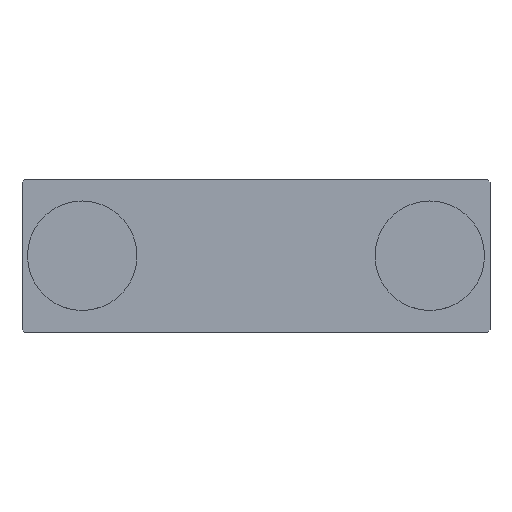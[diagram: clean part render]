
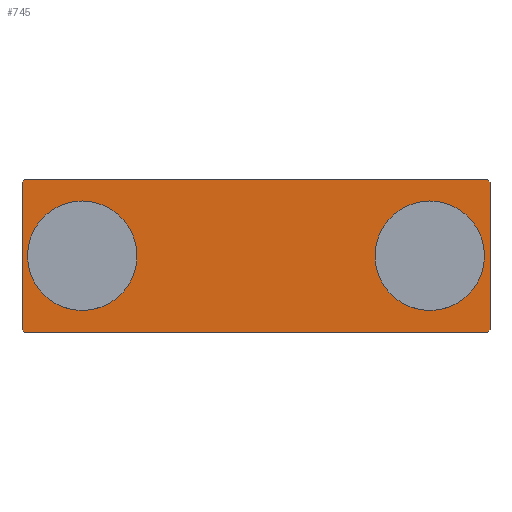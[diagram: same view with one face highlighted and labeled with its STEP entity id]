
A CAD part, top view. The second image highlights one B-rep face of the part: STEP entity #745.
In plain terms, the highlighted planar face has unit normal (0, 0, 1).
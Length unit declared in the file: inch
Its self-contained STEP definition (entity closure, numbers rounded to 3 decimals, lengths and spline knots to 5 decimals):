
#138=DIRECTION('',(-0.707,0.707,0.));
#139=VECTOR('',#138,0.05515);
#140=CARTESIAN_POINT('',(3.36614,1.06335,0.1181));
#141=LINE('',#140,#139);
#142=DIRECTION('',(0.,1.,0.));
#143=VECTOR('',#142,2.1267);
#144=CARTESIAN_POINT('',(3.36614,-1.06335,0.1181));
#145=LINE('',#144,#143);
#146=DIRECTION('',(0.707,0.707,0.));
#147=VECTOR('',#146,0.05515);
#148=CARTESIAN_POINT('',(3.32714,-1.10235,0.1181));
#149=LINE('',#148,#147);
#150=DIRECTION('',(1.,0.,0.));
#151=VECTOR('',#150,6.65428);
#152=CARTESIAN_POINT('',(-3.32714,-1.10235,0.1181));
#153=LINE('',#152,#151);
#154=DIRECTION('',(0.707,-0.707,0.));
#155=VECTOR('',#154,0.05515);
#156=CARTESIAN_POINT('',(-3.36614,-1.06335,0.1181));
#157=LINE('',#156,#155);
#158=DIRECTION('',(0.,-1.,0.));
#159=VECTOR('',#158,2.1267);
#160=CARTESIAN_POINT('',(-3.36614,1.06335,0.1181));
#161=LINE('',#160,#159);
#162=DIRECTION('',(-0.707,-0.707,0.));
#163=VECTOR('',#162,0.05515);
#164=CARTESIAN_POINT('',(-3.32714,1.10235,0.1181));
#165=LINE('',#164,#163);
#166=DIRECTION('',(-1.,0.,0.));
#167=VECTOR('',#166,6.65428);
#168=CARTESIAN_POINT('',(3.32714,1.10235,0.1181));
#169=LINE('',#168,#167);
#170=CARTESIAN_POINT('',(-2.5,0.,0.1181));
#171=DIRECTION('',(0.,0.,-1.));
#172=DIRECTION('',(1.,0.,0.));
#173=AXIS2_PLACEMENT_3D('',#170,#171,#172);
#175=CARTESIAN_POINT('',(-2.5,0.,0.1181));
#176=DIRECTION('',(0.,0.,-1.));
#177=DIRECTION('',(-1.,0.,0.));
#178=AXIS2_PLACEMENT_3D('',#175,#176,#177);
#180=CARTESIAN_POINT('',(2.5,0.,0.1181));
#181=DIRECTION('',(0.,0.,-1.));
#182=DIRECTION('',(1.,0.,0.));
#183=AXIS2_PLACEMENT_3D('',#180,#181,#182);
#185=CARTESIAN_POINT('',(2.5,0.,0.1181));
#186=DIRECTION('',(0.,0.,-1.));
#187=DIRECTION('',(-1.,0.,0.));
#188=AXIS2_PLACEMENT_3D('',#185,#186,#187);
#422=CARTESIAN_POINT('',(3.36614,1.06335,0.1181));
#423=VERTEX_POINT('',#422);
#424=CARTESIAN_POINT('',(3.32714,1.10235,0.1181));
#425=VERTEX_POINT('',#424);
#430=CARTESIAN_POINT('',(3.32714,-1.10235,0.1181));
#431=VERTEX_POINT('',#430);
#432=CARTESIAN_POINT('',(3.36614,-1.06335,0.1181));
#433=VERTEX_POINT('',#432);
#438=CARTESIAN_POINT('',(-3.32714,1.10235,0.1181));
#439=VERTEX_POINT('',#438);
#440=CARTESIAN_POINT('',(-3.36614,1.06335,0.1181));
#441=VERTEX_POINT('',#440);
#446=CARTESIAN_POINT('',(-3.36614,-1.06335,0.1181));
#447=VERTEX_POINT('',#446);
#448=CARTESIAN_POINT('',(-3.32714,-1.10235,0.1181));
#449=VERTEX_POINT('',#448);
#450=CARTESIAN_POINT('',(-2.1065,0.,0.1181));
#451=CARTESIAN_POINT('',(-2.8935,0.,0.1181));
#452=VERTEX_POINT('',#450);
#453=VERTEX_POINT('',#451);
#454=CARTESIAN_POINT('',(2.8935,0.,0.1181));
#455=CARTESIAN_POINT('',(2.1065,0.,0.1181));
#456=VERTEX_POINT('',#454);
#457=VERTEX_POINT('',#455);
#718=CARTESIAN_POINT('',(0.,0.,0.1181));
#719=DIRECTION('',(0.,0.,1.));
#720=DIRECTION('',(1.,0.,0.));
#721=AXIS2_PLACEMENT_3D('',#718,#719,#720);
#722=PLANE('',#721);
#723=ORIENTED_EDGE('',*,*,#614,.F.);
#724=ORIENTED_EDGE('',*,*,#630,.F.);
#725=ORIENTED_EDGE('',*,*,#643,.F.);
#726=ORIENTED_EDGE('',*,*,#658,.F.);
#727=ORIENTED_EDGE('',*,*,#671,.F.);
#728=ORIENTED_EDGE('',*,*,#684,.F.);
#729=ORIENTED_EDGE('',*,*,#699,.F.);
#730=ORIENTED_EDGE('',*,*,#711,.F.);
#731=EDGE_LOOP('',(#723,#724,#725,#726,#727,#728,#729,#730));
#732=FACE_OUTER_BOUND('',#731,.F.);
#734=ORIENTED_EDGE('',*,*,#733,.F.);
#736=ORIENTED_EDGE('',*,*,#735,.F.);
#737=EDGE_LOOP('',(#734,#736));
#738=FACE_BOUND('',#737,.F.);
#740=ORIENTED_EDGE('',*,*,#739,.F.);
#742=ORIENTED_EDGE('',*,*,#741,.F.);
#743=EDGE_LOOP('',(#740,#742));
#744=FACE_BOUND('',#743,.F.);
#745=ADVANCED_FACE('',(#732,#738,#744),#722,.T.);
#174=CIRCLE('',#173,0.3935);
#179=CIRCLE('',#178,0.3935);
#184=CIRCLE('',#183,0.3935);
#189=CIRCLE('',#188,0.3935);
#614=EDGE_CURVE('',#423,#425,#141,.T.);
#630=EDGE_CURVE('',#433,#423,#145,.T.);
#643=EDGE_CURVE('',#431,#433,#149,.T.);
#658=EDGE_CURVE('',#449,#431,#153,.T.);
#671=EDGE_CURVE('',#447,#449,#157,.T.);
#684=EDGE_CURVE('',#441,#447,#161,.T.);
#699=EDGE_CURVE('',#439,#441,#165,.T.);
#711=EDGE_CURVE('',#425,#439,#169,.T.);
#733=EDGE_CURVE('',#452,#453,#174,.T.);
#735=EDGE_CURVE('',#453,#452,#179,.T.);
#739=EDGE_CURVE('',#456,#457,#184,.T.);
#741=EDGE_CURVE('',#457,#456,#189,.T.);
